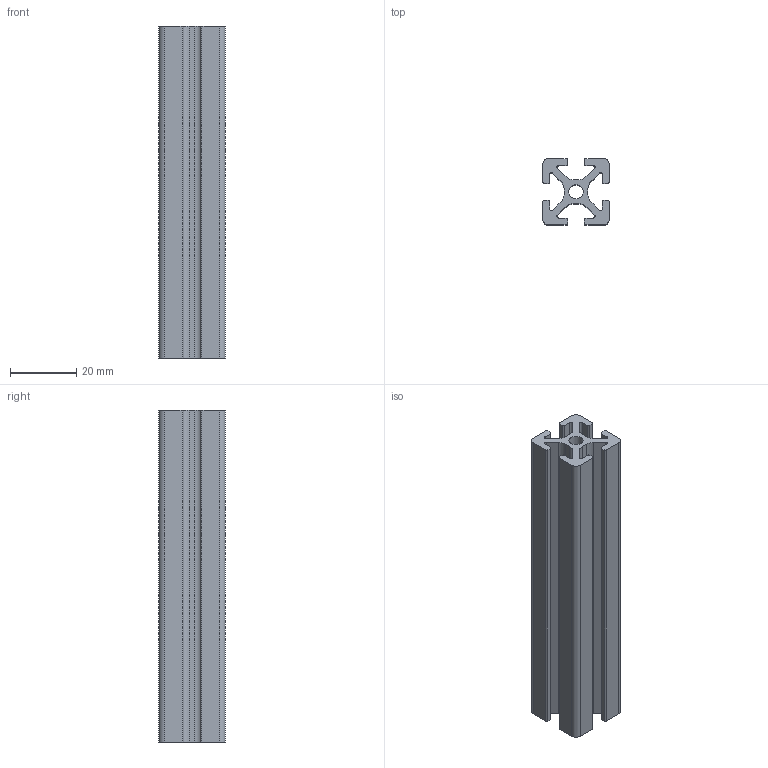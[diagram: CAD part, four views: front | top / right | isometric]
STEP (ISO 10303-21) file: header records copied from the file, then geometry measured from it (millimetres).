
FILE_DESCRIPTION(/* description */ (''),/* implementation_level */ '2;1');
FILE_NAME(/* name */ '250mm - 20mm Aluminum Extrusion.step',/* time_stamp */ '2025-11-18T11:22:49-05:00',/* author */ (''),/* organization */ (''),/* preprocessor_version */ 'ST-DEVELOPER v20.1',/* originating_system */ 'Autodesk Translation Framework v14.21.0.0',/* authorisation */ '');
FILE_SCHEMA (('AUTOMOTIVE_DESIGN { 1 0 10303 214 3 1 1 }'));
Length unit declared in the file: millimetre
Products named in the file (2): 250mm - 20mm Aluminum Extrusion; 5537T104_T-Slotted Framing
Assembly tree (1 placements, depth 2):
  250mm - 20mm Aluminum Extrusion
    5537T104_T-Slotted Framing
Bounding box: 20 x 20 x 100 mm (x, y, z)
Volume: 19591.7 mm3; surface area: 17431.5 mm2
Topology: 1 solids, 1 shells, 75 faces, 219 edges, 146 vertices
Faces by surface type: plane 38, cylinder 37
Full cylindrical faces by diameter (mm): 4.3 x1
Entity records: 2571 total; most frequent: DIRECTION 449, CARTESIAN_POINT 443, ORIENTED_EDGE 438, EDGE_CURVE 219, AXIS2_PLACEMENT_3D 152, VERTEX_POINT 146, LINE 145, VECTOR 145
